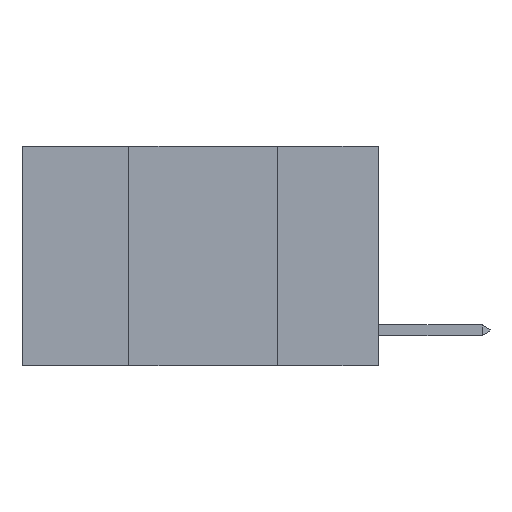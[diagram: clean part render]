
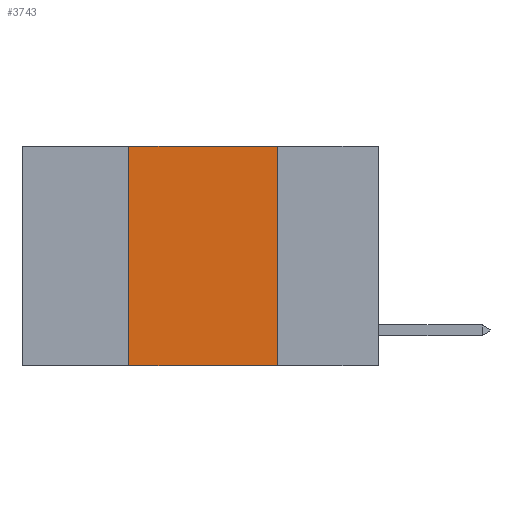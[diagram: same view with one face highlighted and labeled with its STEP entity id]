
A CAD part, left-side view. The second image highlights one B-rep face of the part: STEP entity #3743.
In plain terms, the highlighted planar face has unit normal (-1, 0, 0).
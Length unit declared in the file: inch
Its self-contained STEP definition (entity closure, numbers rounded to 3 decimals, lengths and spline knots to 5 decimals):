
#51 = EDGE_LOOP ( 'NONE', ( #3693, #4808, #3767, #7916 ) ) ;
#375 = VERTEX_POINT ( 'NONE', #3581 ) ;
#483 = DIRECTION ( 'NONE',  ( 0., -1., 0. ) ) ;
#1154 = LINE ( 'NONE', #3708, #7745 ) ;
#1564 = EDGE_CURVE ( 'NONE', #8133, #2689, #5045, .T. ) ;
#1782 = EDGE_CURVE ( 'NONE', #7105, #8133, #3668, .T. ) ;
#1913 = CARTESIAN_POINT ( 'NONE',  ( 0., 0.42, 0. ) ) ;
#1962 = DIRECTION ( 'NONE',  ( 1., 0., 0. ) ) ;
#2021 = EDGE_CURVE ( 'NONE', #375, #7105, #2643, .T. ) ;
#2465 = DIRECTION ( 'NONE',  ( 0., -1., 0. ) ) ;
#2643 = LINE ( 'NONE', #1913, #5636 ) ;
#2689 = VERTEX_POINT ( 'NONE', #5896 ) ;
#3145 = PLANE ( 'NONE',  #5489 ) ;
#3581 = CARTESIAN_POINT ( 'NONE',  ( 0., 0.42, -0.37 ) ) ;
#3668 = LINE ( 'NONE', #6268, #5355 ) ;
#3693 = ORIENTED_EDGE ( 'NONE', *, *, #1564, .F. ) ;
#3708 = CARTESIAN_POINT ( 'NONE',  ( 0., 0.6, -0.37 ) ) ;
#3743 = ADVANCED_FACE ( 'NONE', ( #6984 ), #3145, .F. ) ;
#3767 = ORIENTED_EDGE ( 'NONE', *, *, #2021, .F. ) ;
#4506 = DIRECTION ( 'NONE',  ( 0., 0., -1. ) ) ;
#4544 = DIRECTION ( 'NONE',  ( 0., 0., 1. ) ) ;
#4808 = ORIENTED_EDGE ( 'NONE', *, *, #1782, .F. ) ;
#5045 = LINE ( 'NONE', #5200, #5754 ) ;
#5136 = CARTESIAN_POINT ( 'NONE',  ( 0., 0.6, 0. ) ) ;
#5200 = CARTESIAN_POINT ( 'NONE',  ( 0., 0.17, 0. ) ) ;
#5355 = VECTOR ( 'NONE', #483, 39.37008 ) ;
#5489 = AXIS2_PLACEMENT_3D ( 'NONE', #5136, #1962, #4506 ) ;
#5636 = VECTOR ( 'NONE', #4544, 39.37008 ) ;
#5754 = VECTOR ( 'NONE', #7343, 39.37008 ) ;
#5896 = CARTESIAN_POINT ( 'NONE',  ( 0., 0.17, -0.37 ) ) ;
#6024 = CARTESIAN_POINT ( 'NONE',  ( 0., 0.17, 0. ) ) ;
#6268 = CARTESIAN_POINT ( 'NONE',  ( 0., 0.6, 0. ) ) ;
#6447 = CARTESIAN_POINT ( 'NONE',  ( 0., 0.42, 0. ) ) ;
#6984 = FACE_OUTER_BOUND ( 'NONE', #51, .T. ) ;
#7105 = VERTEX_POINT ( 'NONE', #6447 ) ;
#7343 = DIRECTION ( 'NONE',  ( 0., 0., -1. ) ) ;
#7622 = EDGE_CURVE ( 'NONE', #375, #2689, #1154, .T. ) ;
#7745 = VECTOR ( 'NONE', #2465, 39.37008 ) ;
#7916 = ORIENTED_EDGE ( 'NONE', *, *, #7622, .T. ) ;
#8133 = VERTEX_POINT ( 'NONE', #6024 ) ;
